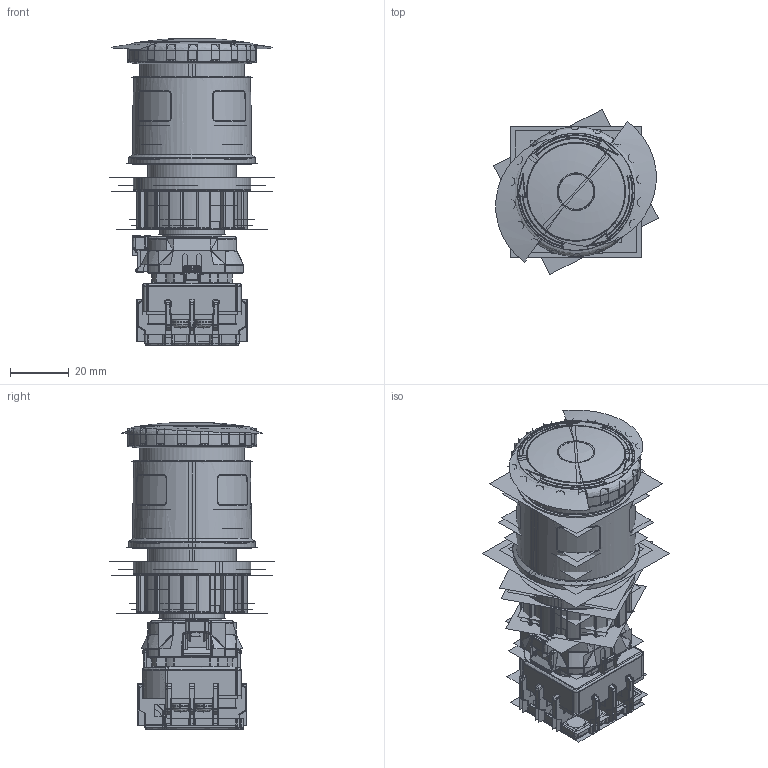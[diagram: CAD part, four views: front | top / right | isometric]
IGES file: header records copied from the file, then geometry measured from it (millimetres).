
Start section:  PTC IGES file: 178424_sm01.igs
Global section: file name: 178424_sm01.igs; native system: Creo Parametric by PTC Inc.; preprocessor: 2019292; author: PDMAdmin; organization: Unknown; date: 20220701.092336; units: millimetre
Bounding box: 56.1 x 56.11 x 104.48 mm (x, y, z)
Volume: 99789.7 mm3; surface area: 160479.2 mm2
Topology: 1 solids, 1 shells, 3390 faces, 17740 edges, 22205 vertices
Faces by surface type: revolution 1852, bspline 1472, extrusion 66
